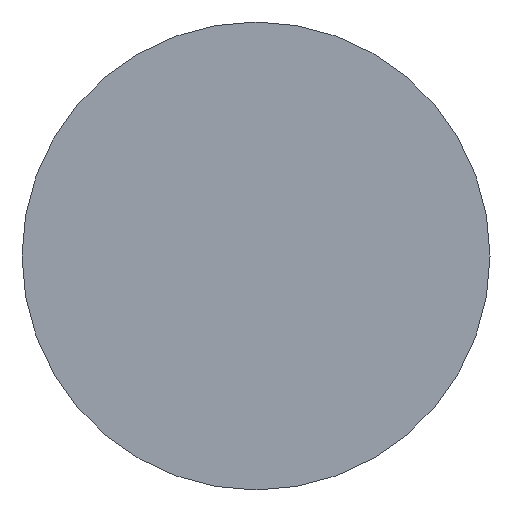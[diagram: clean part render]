
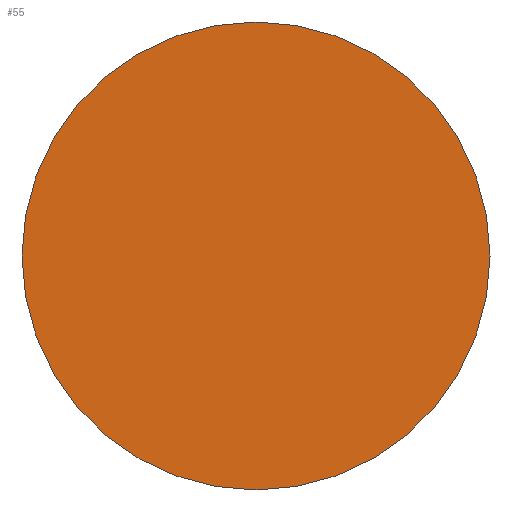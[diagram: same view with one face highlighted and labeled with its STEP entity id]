
A CAD part, left-side view. The second image highlights one B-rep face of the part: STEP entity #55.
In plain terms, the highlighted planar face has unit normal (-1, 0, 0).
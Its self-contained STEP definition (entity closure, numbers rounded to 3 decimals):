
#16=PLANE('',#76);
#21=FACE_OUTER_BOUND('',#25,.T.);
#25=EDGE_LOOP('',(#50));
#32=CIRCLE('',#74,4.9);
#35=VERTEX_POINT('',#103);
#39=EDGE_CURVE('',#35,#35,#32,.T.);
#50=ORIENTED_EDGE('',*,*,#39,.T.);
#55=ADVANCED_FACE('',(#21),#16,.T.);
#74=AXIS2_PLACEMENT_3D('',#104,#88,#89);
#76=AXIS2_PLACEMENT_3D('',#107,#93,#94);
#88=DIRECTION('center_axis',(-1.,0.,0.));
#89=DIRECTION('ref_axis',(0.,-1.,0.));
#93=DIRECTION('center_axis',(-1.,0.,0.));
#94=DIRECTION('ref_axis',(0.,-1.,0.));
#103=CARTESIAN_POINT('',(-72.6,-0.1,102.114));
#104=CARTESIAN_POINT('Origin',(-72.6,-5.,102.114));
#107=CARTESIAN_POINT('Origin',(-72.6,-5.,102.114));
